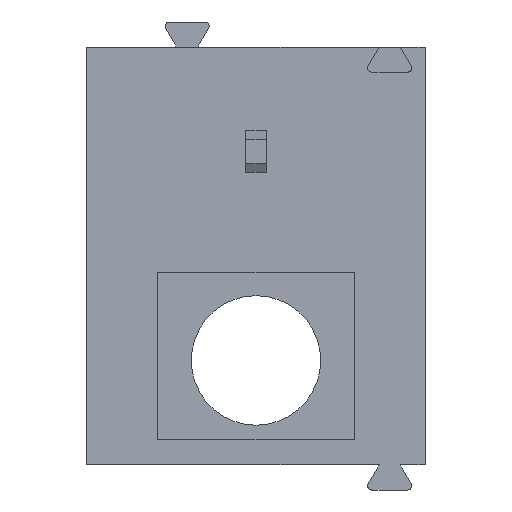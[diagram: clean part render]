
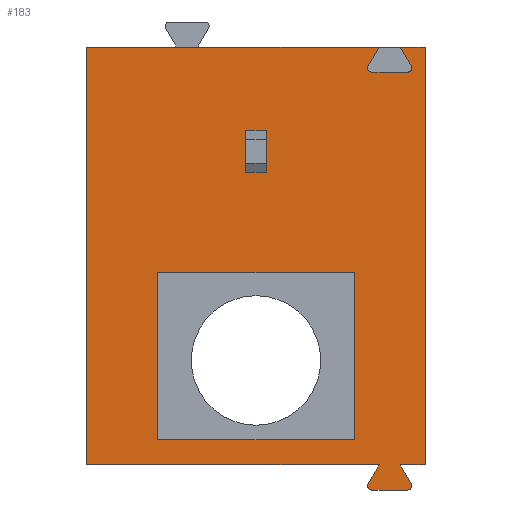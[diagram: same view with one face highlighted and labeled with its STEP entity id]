
A CAD part, front view. The second image highlights one B-rep face of the part: STEP entity #183.
In plain terms, the highlighted planar face has unit normal (0, -1, 0).
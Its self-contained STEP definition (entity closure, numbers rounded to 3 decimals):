
#183=ADVANCED_FACE('F487',(#433,#434,#435),#436,.T.);
#433=FACE_OUTER_BOUND('',#753,.T.);
#434=FACE_BOUND('',#754,.T.);
#435=FACE_BOUND('',#755,.T.);
#436=PLANE('',#756);
#753=EDGE_LOOP('',(#1244,#1245,#1246,#1247,#1248,#1249,#1250,#1251,#1252,#1253,#1254,#1255,#1256,#1257,#1258,#1259,#1260,#1261,#1262,#1263));
#754=EDGE_LOOP('',(#1264,#1265,#1266,#1267));
#755=EDGE_LOOP('',(#1268,#1269,#1270,#1271));
#756=AXIS2_PLACEMENT_3D('',#1272,#1273,#1274);
#1244=ORIENTED_EDGE('',*,*,#2064,.T.);
#1245=ORIENTED_EDGE('',*,*,#2065,.T.);
#1246=ORIENTED_EDGE('',*,*,#2066,.T.);
#1247=ORIENTED_EDGE('',*,*,#2067,.T.);
#1248=ORIENTED_EDGE('',*,*,#1951,.T.);
#1249=ORIENTED_EDGE('',*,*,#2068,.T.);
#1250=ORIENTED_EDGE('',*,*,#1944,.T.);
#1251=ORIENTED_EDGE('',*,*,#2069,.T.);
#1252=ORIENTED_EDGE('',*,*,#2070,.T.);
#1253=ORIENTED_EDGE('',*,*,#2071,.T.);
#1254=ORIENTED_EDGE('',*,*,#2072,.T.);
#1255=ORIENTED_EDGE('',*,*,#2073,.F.);
#1256=ORIENTED_EDGE('',*,*,#2040,.F.);
#1257=ORIENTED_EDGE('',*,*,#2043,.F.);
#1258=ORIENTED_EDGE('',*,*,#1981,.F.);
#1259=ORIENTED_EDGE('',*,*,#2045,.F.);
#1260=ORIENTED_EDGE('',*,*,#1974,.F.);
#1261=ORIENTED_EDGE('',*,*,#2047,.F.);
#1262=ORIENTED_EDGE('',*,*,#2029,.F.);
#1263=ORIENTED_EDGE('',*,*,#2074,.F.);
#1264=ORIENTED_EDGE('',*,*,#2075,.T.);
#1265=ORIENTED_EDGE('',*,*,#2076,.F.);
#1266=ORIENTED_EDGE('',*,*,#2077,.T.);
#1267=ORIENTED_EDGE('',*,*,#2078,.F.);
#1268=ORIENTED_EDGE('',*,*,#2079,.T.);
#1269=ORIENTED_EDGE('',*,*,#2018,.T.);
#1270=ORIENTED_EDGE('',*,*,#2080,.T.);
#1271=ORIENTED_EDGE('',*,*,#2081,.T.);
#1272=CARTESIAN_POINT('',(16.264,18.438,0.08));
#1273=DIRECTION('',(0.,-1.0,0.));
#1274=DIRECTION('',(0.0,0.,-1.0));
#1944=EDGE_CURVE('',#2334,#2331,#2335,.T.);
#1951=EDGE_CURVE('',#2341,#2345,#2347,.T.);
#1974=EDGE_CURVE('',#2385,#2388,#2389,.T.);
#1981=EDGE_CURVE('',#2399,#2395,#2401,.T.);
#2018=EDGE_CURVE('',#2454,#2458,#2460,.T.);
#2029=EDGE_CURVE('',#2475,#2478,#2479,.T.);
#2040=EDGE_CURVE('',#2492,#2494,#2495,.T.);
#2043=EDGE_CURVE('',#2395,#2492,#2498,.T.);
#2045=EDGE_CURVE('',#2388,#2399,#2500,.T.);
#2047=EDGE_CURVE('',#2478,#2385,#2502,.T.);
#2064=EDGE_CURVE('',#2523,#2524,#2525,.T.);
#2065=EDGE_CURVE('',#2524,#2526,#2527,.T.);
#2066=EDGE_CURVE('',#2526,#2528,#2529,.T.);
#2067=EDGE_CURVE('',#2528,#2341,#2530,.T.);
#2068=EDGE_CURVE('',#2345,#2334,#2531,.T.);
#2069=EDGE_CURVE('',#2331,#2532,#2533,.T.);
#2070=EDGE_CURVE('',#2532,#2534,#2535,.T.);
#2071=EDGE_CURVE('',#2534,#2536,#2537,.T.);
#2072=EDGE_CURVE('',#2536,#2538,#2539,.T.);
#2073=EDGE_CURVE('',#2494,#2538,#2540,.T.);
#2074=EDGE_CURVE('',#2523,#2475,#2541,.T.);
#2075=EDGE_CURVE('',#2542,#2543,#2544,.T.);
#2076=EDGE_CURVE('',#2545,#2543,#2546,.T.);
#2077=EDGE_CURVE('',#2545,#2547,#2548,.T.);
#2078=EDGE_CURVE('',#2542,#2547,#2549,.T.);
#2079=EDGE_CURVE('',#2550,#2454,#2551,.T.);
#2080=EDGE_CURVE('',#2458,#2552,#2553,.T.);
#2081=EDGE_CURVE('',#2552,#2550,#2554,.T.);
#2331=VERTEX_POINT('',#2889);
#2334=VERTEX_POINT('',#2893);
#2335=CIRCLE('',#2894,0.1);
#2341=VERTEX_POINT('',#2901);
#2345=VERTEX_POINT('',#2906);
#2347=CIRCLE('',#2909,0.1);
#2385=VERTEX_POINT('',#2955);
#2388=VERTEX_POINT('',#2959);
#2389=CIRCLE('',#2960,0.1);
#2395=VERTEX_POINT('',#2967);
#2399=VERTEX_POINT('',#2972);
#2401=CIRCLE('',#2975,0.1);
#2454=VERTEX_POINT('',#3047);
#2458=VERTEX_POINT('',#3053);
#2460=LINE('',#3056,#3057);
#2475=VERTEX_POINT('',#3077);
#2478=VERTEX_POINT('',#3081);
#2479=LINE('',#3082,#3083);
#2492=VERTEX_POINT('',#3101);
#2494=VERTEX_POINT('',#3104);
#2495=LINE('',#3105,#3106);
#2498=CIRCLE('',#3110,0.1);
#2500=LINE('',#3112,#3113);
#2502=CIRCLE('',#3115,0.1);
#2523=VERTEX_POINT('',#3144);
#2524=VERTEX_POINT('',#3145);
#2525=LINE('',#3146,#3147);
#2526=VERTEX_POINT('',#3148);
#2527=LINE('',#3149,#3150);
#2528=VERTEX_POINT('',#3151);
#2529=LINE('',#3152,#3153);
#2530=CIRCLE('',#3154,0.1);
#2531=LINE('',#3155,#3156);
#2532=VERTEX_POINT('',#3157);
#2533=CIRCLE('',#3158,0.1);
#2534=VERTEX_POINT('',#3159);
#2535=LINE('',#3160,#3161);
#2536=VERTEX_POINT('',#3162);
#2537=LINE('',#3163,#3164);
#2538=VERTEX_POINT('',#3165);
#2539=LINE('',#3166,#3167);
#2540=LINE('',#3168,#3169);
#2541=LINE('',#3170,#3171);
#2542=VERTEX_POINT('',#3172);
#2543=VERTEX_POINT('',#3173);
#2544=LINE('',#3174,#3175);
#2545=VERTEX_POINT('',#3176);
#2546=LINE('',#3177,#3178);
#2547=VERTEX_POINT('',#3179);
#2548=LINE('',#3180,#3181);
#2549=LINE('',#3182,#3183);
#2550=VERTEX_POINT('',#3184);
#2551=LINE('',#3185,#3186);
#2552=VERTEX_POINT('',#3187);
#2553=LINE('',#3188,#3189);
#2554=LINE('',#3190,#3191);
#2889=CARTESIAN_POINT('',(16.091,18.438,-10.42));
#2893=CARTESIAN_POINT('',(15.991,18.438,-10.52));
#2894=AXIS2_PLACEMENT_3D('',#3639,#3640,#3641);
#2901=CARTESIAN_POINT('',(15.037,18.438,-10.42));
#2906=CARTESIAN_POINT('',(15.137,18.438,-10.52));
#2909=AXIS2_PLACEMENT_3D('',#3651,#3652,#3653);
#2955=CARTESIAN_POINT('',(15.037,18.438,-0.42));
#2959=CARTESIAN_POINT('',(15.137,18.438,-0.52));
#2960=AXIS2_PLACEMENT_3D('',#3687,#3688,#3689);
#2967=CARTESIAN_POINT('',(16.091,18.438,-0.42));
#2972=CARTESIAN_POINT('',(15.991,18.438,-0.52));
#2975=AXIS2_PLACEMENT_3D('',#3699,#3700,#3701);
#3047=CARTESIAN_POINT('',(10.014,18.438,-9.32));
#3053=CARTESIAN_POINT('',(10.014,18.438,-5.32));
#3056=CARTESIAN_POINT('',(10.014,18.438,-9.52));
#3057=VECTOR('',#3751,1000.0);
#3077=CARTESIAN_POINT('',(15.31,18.438,0.08));
#3081=CARTESIAN_POINT('',(15.05,18.438,-0.37));
#3082=CARTESIAN_POINT('',(15.264,18.438,0.0));
#3083=VECTOR('',#3761,1000.0);
#3101=CARTESIAN_POINT('',(16.077,18.438,-0.37));
#3104=CARTESIAN_POINT('',(15.817,18.438,0.08));
#3105=CARTESIAN_POINT('',(15.864,18.438,0.0));
#3106=VECTOR('',#3774,1000.0);
#3110=AXIS2_PLACEMENT_3D('',#3776,#3777,#3778);
#3112=CARTESIAN_POINT('',(0.0,18.438,-0.52));
#3113=VECTOR('',#3779,1000.0);
#3115=AXIS2_PLACEMENT_3D('',#3780,#3781,#3782);
#3144=CARTESIAN_POINT('',(8.314,18.438,0.08));
#3145=CARTESIAN_POINT('',(8.314,18.438,-9.92));
#3146=CARTESIAN_POINT('',(8.314,18.438,5.08));
#3147=VECTOR('',#3797,1000.0);
#3148=CARTESIAN_POINT('',(15.31,18.438,-9.92));
#3149=CARTESIAN_POINT('',(0.0,18.438,-9.92));
#3150=VECTOR('',#3798,1000.0);
#3151=CARTESIAN_POINT('',(15.05,18.438,-10.37));
#3152=CARTESIAN_POINT('',(19.879,18.438,-2.007));
#3153=VECTOR('',#3799,1000.0);
#3154=AXIS2_PLACEMENT_3D('',#3800,#3801,#3802);
#3155=CARTESIAN_POINT('',(16.264,18.438,-10.52));
#3156=VECTOR('',#3803,1000.0);
#3157=CARTESIAN_POINT('',(16.077,18.438,-10.37));
#3158=AXIS2_PLACEMENT_3D('',#3804,#3805,#3806);
#3159=CARTESIAN_POINT('',(15.817,18.438,-9.92));
#3160=CARTESIAN_POINT('',(11.599,18.438,-2.613));
#3161=VECTOR('',#3807,1000.0);
#3162=CARTESIAN_POINT('',(16.414,18.438,-9.92));
#3163=CARTESIAN_POINT('',(0.0,18.438,-9.92));
#3164=VECTOR('',#3808,1000.0);
#3165=CARTESIAN_POINT('',(16.414,18.438,0.08));
#3166=CARTESIAN_POINT('',(16.414,18.438,0.08));
#3167=VECTOR('',#3809,1000.0);
#3168=CARTESIAN_POINT('',(0.0,18.438,0.08));
#3169=VECTOR('',#3810,1000.0);
#3170=CARTESIAN_POINT('',(0.0,18.438,0.08));
#3171=VECTOR('',#3811,1000.0);
#3172=CARTESIAN_POINT('',(12.114,18.438,-1.92));
#3173=CARTESIAN_POINT('',(12.614,18.438,-1.92));
#3174=CARTESIAN_POINT('',(0.0,18.438,-1.92));
#3175=VECTOR('',#3812,1000.0);
#3176=CARTESIAN_POINT('',(12.614,18.438,-2.92));
#3177=CARTESIAN_POINT('',(12.614,18.438,0.0));
#3178=VECTOR('',#3813,1000.0);
#3179=CARTESIAN_POINT('',(12.114,18.438,-2.92));
#3180=CARTESIAN_POINT('',(0.0,18.438,-2.92));
#3181=VECTOR('',#3814,1000.0);
#3182=CARTESIAN_POINT('',(12.114,18.438,0.0));
#3183=VECTOR('',#3815,1000.0);
#3184=CARTESIAN_POINT('',(14.714,18.438,-9.32));
#3185=CARTESIAN_POINT('',(0.0,18.438,-9.32));
#3186=VECTOR('',#3816,1000.0);
#3187=CARTESIAN_POINT('',(14.714,18.438,-5.32));
#3188=CARTESIAN_POINT('',(16.264,18.438,-5.32));
#3189=VECTOR('',#3817,1000.0);
#3190=CARTESIAN_POINT('',(14.714,18.438,-4.92));
#3191=VECTOR('',#3818,1000.0);
#3639=CARTESIAN_POINT('',(15.991,18.438,-10.42));
#3640=DIRECTION('',(0.,-1.0,0.));
#3641=DIRECTION('',(1.0,0.,0.0));
#3651=CARTESIAN_POINT('',(15.137,18.438,-10.42));
#3652=DIRECTION('',(0.,-1.0,0.));
#3653=DIRECTION('',(1.0,0.,0.0));
#3687=CARTESIAN_POINT('',(15.137,18.438,-0.42));
#3688=DIRECTION('',(0.,-1.0,0.));
#3689=DIRECTION('',(1.0,0.,0.0));
#3699=CARTESIAN_POINT('',(15.991,18.438,-0.42));
#3700=DIRECTION('',(0.,-1.0,0.));
#3701=DIRECTION('',(1.0,0.,0.0));
#3751=DIRECTION('',(0.,0.,1.0));
#3761=DIRECTION('',(-0.5,0.,-0.866));
#3774=DIRECTION('',(-0.5,0.,0.866));
#3776=CARTESIAN_POINT('',(15.991,18.438,-0.42));
#3777=DIRECTION('',(0.,-1.0,0.));
#3778=DIRECTION('',(1.0,0.,0.0));
#3779=DIRECTION('',(1.0,0.,0.));
#3780=CARTESIAN_POINT('',(15.137,18.438,-0.42));
#3781=DIRECTION('',(0.,-1.0,0.));
#3782=DIRECTION('',(1.0,0.,0.0));
#3797=DIRECTION('',(0.,0.,-1.0));
#3798=DIRECTION('',(1.0,0.,0.0));
#3799=DIRECTION('',(-0.5,0.,-0.866));
#3800=CARTESIAN_POINT('',(15.137,18.438,-10.42));
#3801=DIRECTION('',(0.,-1.0,0.));
#3802=DIRECTION('',(1.0,0.,0.0));
#3803=DIRECTION('',(1.0,0.,0.0));
#3804=CARTESIAN_POINT('',(15.991,18.438,-10.42));
#3805=DIRECTION('',(0.,-1.0,0.));
#3806=DIRECTION('',(1.0,0.,0.0));
#3807=DIRECTION('',(-0.5,0.,0.866));
#3808=DIRECTION('',(1.0,0.,0.0));
#3809=DIRECTION('',(0.,0.,1.0));
#3810=DIRECTION('',(1.0,0.0,0.0));
#3811=DIRECTION('',(1.0,0.0,0.0));
#3812=DIRECTION('',(1.0,0.,0.0));
#3813=DIRECTION('',(0.0,0.0,1.0));
#3814=DIRECTION('',(-1.0,0.,0.0));
#3815=DIRECTION('',(0.0,0.0,-1.0));
#3816=DIRECTION('',(-1.0,0.,0.0));
#3817=DIRECTION('',(1.0,0.,0.0));
#3818=DIRECTION('',(0.,0.,-1.0));
